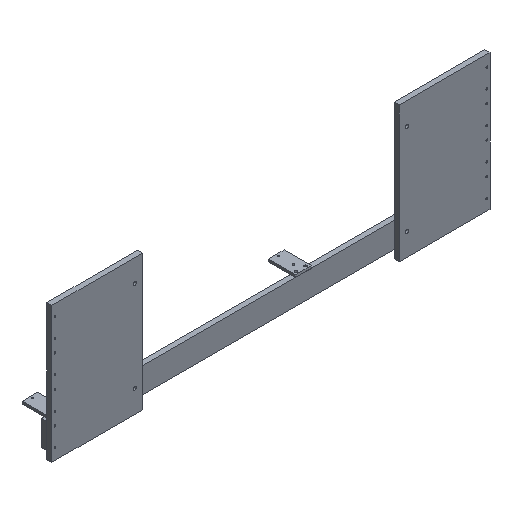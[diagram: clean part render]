
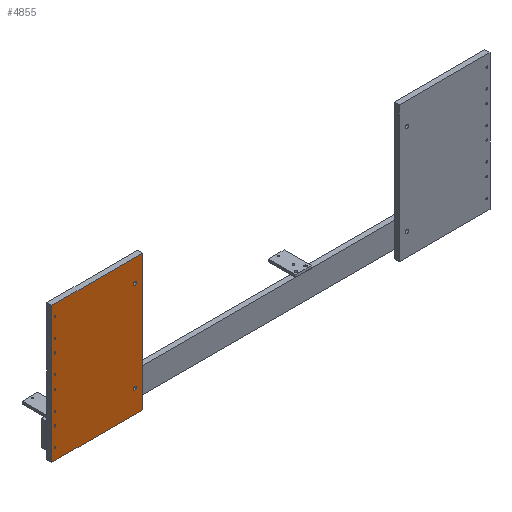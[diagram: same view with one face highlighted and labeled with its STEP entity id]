
A CAD part, isometric view. The second image highlights one B-rep face of the part: STEP entity #4855.
In plain terms, the highlighted planar face has unit normal (0, -1, 0).
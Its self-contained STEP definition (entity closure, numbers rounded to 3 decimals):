
#126=FACE_BOUND('',#859,.T.);
#127=FACE_BOUND('',#860,.T.);
#128=FACE_BOUND('',#861,.T.);
#129=FACE_BOUND('',#862,.T.);
#130=FACE_BOUND('',#863,.T.);
#131=FACE_BOUND('',#864,.T.);
#132=FACE_BOUND('',#865,.T.);
#133=FACE_BOUND('',#866,.T.);
#134=FACE_BOUND('',#867,.T.);
#135=FACE_BOUND('',#868,.T.);
#187=PLANE('',#5222);
#258=CIRCLE('',#5170,1.131);
#259=CIRCLE('',#5171,1.131);
#262=CIRCLE('',#5175,1.131);
#263=CIRCLE('',#5176,1.131);
#266=CIRCLE('',#5180,1.131);
#267=CIRCLE('',#5181,1.131);
#270=CIRCLE('',#5185,1.131);
#271=CIRCLE('',#5186,1.131);
#274=CIRCLE('',#5190,1.131);
#275=CIRCLE('',#5191,1.131);
#278=CIRCLE('',#5195,1.131);
#279=CIRCLE('',#5196,1.131);
#282=CIRCLE('',#5200,1.131);
#283=CIRCLE('',#5201,1.131);
#286=CIRCLE('',#5205,1.131);
#287=CIRCLE('',#5206,1.131);
#290=CIRCLE('',#5210,2.019);
#291=CIRCLE('',#5211,2.019);
#294=CIRCLE('',#5215,2.019);
#295=CIRCLE('',#5216,2.019);
#556=FACE_OUTER_BOUND('',#858,.T.);
#858=EDGE_LOOP('',(#4362,#4363,#4364,#4365));
#859=EDGE_LOOP('',(#4366,#4367));
#860=EDGE_LOOP('',(#4368,#4369));
#861=EDGE_LOOP('',(#4370,#4371));
#862=EDGE_LOOP('',(#4372,#4373));
#863=EDGE_LOOP('',(#4374,#4375));
#864=EDGE_LOOP('',(#4376,#4377));
#865=EDGE_LOOP('',(#4378,#4379));
#866=EDGE_LOOP('',(#4380,#4381));
#867=EDGE_LOOP('',(#4382,#4383));
#868=EDGE_LOOP('',(#4384,#4385));
#1473=LINE('',#18388,#1736);
#1476=LINE('',#18394,#1739);
#1479=LINE('',#18400,#1742);
#1482=LINE('',#18404,#1745);
#1736=VECTOR('',#6197,10.);
#1739=VECTOR('',#6202,10.);
#1742=VECTOR('',#6207,10.);
#1745=VECTOR('',#6212,10.);
#2174=VERTEX_POINT('',#18286);
#2175=VERTEX_POINT('',#18288);
#2178=VERTEX_POINT('',#18296);
#2179=VERTEX_POINT('',#18298);
#2182=VERTEX_POINT('',#18306);
#2183=VERTEX_POINT('',#18308);
#2186=VERTEX_POINT('',#18316);
#2187=VERTEX_POINT('',#18318);
#2190=VERTEX_POINT('',#18326);
#2191=VERTEX_POINT('',#18328);
#2194=VERTEX_POINT('',#18336);
#2195=VERTEX_POINT('',#18338);
#2198=VERTEX_POINT('',#18346);
#2199=VERTEX_POINT('',#18348);
#2202=VERTEX_POINT('',#18356);
#2203=VERTEX_POINT('',#18358);
#2206=VERTEX_POINT('',#18366);
#2207=VERTEX_POINT('',#18368);
#2210=VERTEX_POINT('',#18376);
#2211=VERTEX_POINT('',#18378);
#2214=VERTEX_POINT('',#18385);
#2215=VERTEX_POINT('',#18387);
#2217=VERTEX_POINT('',#18393);
#2219=VERTEX_POINT('',#18399);
#2883=EDGE_CURVE('',#2175,#2174,#258,.T.);
#2884=EDGE_CURVE('',#2174,#2175,#259,.T.);
#2888=EDGE_CURVE('',#2179,#2178,#262,.T.);
#2889=EDGE_CURVE('',#2178,#2179,#263,.T.);
#2893=EDGE_CURVE('',#2183,#2182,#266,.T.);
#2894=EDGE_CURVE('',#2182,#2183,#267,.T.);
#2898=EDGE_CURVE('',#2187,#2186,#270,.T.);
#2899=EDGE_CURVE('',#2186,#2187,#271,.T.);
#2903=EDGE_CURVE('',#2191,#2190,#274,.T.);
#2904=EDGE_CURVE('',#2190,#2191,#275,.T.);
#2908=EDGE_CURVE('',#2195,#2194,#278,.T.);
#2909=EDGE_CURVE('',#2194,#2195,#279,.T.);
#2913=EDGE_CURVE('',#2199,#2198,#282,.T.);
#2914=EDGE_CURVE('',#2198,#2199,#283,.T.);
#2918=EDGE_CURVE('',#2203,#2202,#286,.T.);
#2919=EDGE_CURVE('',#2202,#2203,#287,.T.);
#2923=EDGE_CURVE('',#2207,#2206,#290,.T.);
#2924=EDGE_CURVE('',#2206,#2207,#291,.T.);
#2928=EDGE_CURVE('',#2211,#2210,#294,.T.);
#2929=EDGE_CURVE('',#2210,#2211,#295,.T.);
#2932=EDGE_CURVE('',#2215,#2214,#1473,.T.);
#2935=EDGE_CURVE('',#2217,#2215,#1476,.T.);
#2938=EDGE_CURVE('',#2219,#2217,#1479,.T.);
#2941=EDGE_CURVE('',#2214,#2219,#1482,.T.);
#4362=ORIENTED_EDGE('',*,*,#2941,.T.);
#4363=ORIENTED_EDGE('',*,*,#2938,.T.);
#4364=ORIENTED_EDGE('',*,*,#2935,.T.);
#4365=ORIENTED_EDGE('',*,*,#2932,.T.);
#4366=ORIENTED_EDGE('',*,*,#2883,.T.);
#4367=ORIENTED_EDGE('',*,*,#2884,.T.);
#4368=ORIENTED_EDGE('',*,*,#2888,.T.);
#4369=ORIENTED_EDGE('',*,*,#2889,.T.);
#4370=ORIENTED_EDGE('',*,*,#2893,.T.);
#4371=ORIENTED_EDGE('',*,*,#2894,.T.);
#4372=ORIENTED_EDGE('',*,*,#2898,.T.);
#4373=ORIENTED_EDGE('',*,*,#2899,.T.);
#4374=ORIENTED_EDGE('',*,*,#2903,.T.);
#4375=ORIENTED_EDGE('',*,*,#2904,.T.);
#4376=ORIENTED_EDGE('',*,*,#2908,.T.);
#4377=ORIENTED_EDGE('',*,*,#2909,.T.);
#4378=ORIENTED_EDGE('',*,*,#2913,.T.);
#4379=ORIENTED_EDGE('',*,*,#2914,.T.);
#4380=ORIENTED_EDGE('',*,*,#2918,.T.);
#4381=ORIENTED_EDGE('',*,*,#2919,.T.);
#4382=ORIENTED_EDGE('',*,*,#2923,.T.);
#4383=ORIENTED_EDGE('',*,*,#2924,.T.);
#4384=ORIENTED_EDGE('',*,*,#2928,.T.);
#4385=ORIENTED_EDGE('',*,*,#2929,.T.);
#4855=ADVANCED_FACE('',(#556,#126,#127,#128,#129,#130,#131,#132,#133,#134,
#135),#187,.T.);
#5170=AXIS2_PLACEMENT_3D('',#18289,#6090,#6091);
#5171=AXIS2_PLACEMENT_3D('',#18290,#6092,#6093);
#5175=AXIS2_PLACEMENT_3D('',#18299,#6101,#6102);
#5176=AXIS2_PLACEMENT_3D('',#18300,#6103,#6104);
#5180=AXIS2_PLACEMENT_3D('',#18309,#6112,#6113);
#5181=AXIS2_PLACEMENT_3D('',#18310,#6114,#6115);
#5185=AXIS2_PLACEMENT_3D('',#18319,#6123,#6124);
#5186=AXIS2_PLACEMENT_3D('',#18320,#6125,#6126);
#5190=AXIS2_PLACEMENT_3D('',#18329,#6134,#6135);
#5191=AXIS2_PLACEMENT_3D('',#18330,#6136,#6137);
#5195=AXIS2_PLACEMENT_3D('',#18339,#6145,#6146);
#5196=AXIS2_PLACEMENT_3D('',#18340,#6147,#6148);
#5200=AXIS2_PLACEMENT_3D('',#18349,#6156,#6157);
#5201=AXIS2_PLACEMENT_3D('',#18350,#6158,#6159);
#5205=AXIS2_PLACEMENT_3D('',#18359,#6167,#6168);
#5206=AXIS2_PLACEMENT_3D('',#18360,#6169,#6170);
#5210=AXIS2_PLACEMENT_3D('',#18369,#6178,#6179);
#5211=AXIS2_PLACEMENT_3D('',#18370,#6180,#6181);
#5215=AXIS2_PLACEMENT_3D('',#18379,#6189,#6190);
#5216=AXIS2_PLACEMENT_3D('',#18380,#6191,#6192);
#5222=AXIS2_PLACEMENT_3D('',#18406,#6215,#6216);
#6090=DIRECTION('center_axis',(0.,1.,0.));
#6091=DIRECTION('ref_axis',(0.,0.,1.));
#6092=DIRECTION('center_axis',(0.,1.,0.));
#6093=DIRECTION('ref_axis',(0.,0.,1.));
#6101=DIRECTION('center_axis',(0.,1.,0.));
#6102=DIRECTION('ref_axis',(0.,0.,1.));
#6103=DIRECTION('center_axis',(0.,1.,0.));
#6104=DIRECTION('ref_axis',(0.,0.,1.));
#6112=DIRECTION('center_axis',(0.,1.,0.));
#6113=DIRECTION('ref_axis',(0.,0.,1.));
#6114=DIRECTION('center_axis',(0.,1.,0.));
#6115=DIRECTION('ref_axis',(0.,0.,1.));
#6123=DIRECTION('center_axis',(0.,1.,0.));
#6124=DIRECTION('ref_axis',(0.,0.,1.));
#6125=DIRECTION('center_axis',(0.,1.,0.));
#6126=DIRECTION('ref_axis',(0.,0.,1.));
#6134=DIRECTION('center_axis',(0.,1.,0.));
#6135=DIRECTION('ref_axis',(0.,0.,1.));
#6136=DIRECTION('center_axis',(0.,1.,0.));
#6137=DIRECTION('ref_axis',(0.,0.,1.));
#6145=DIRECTION('center_axis',(0.,1.,0.));
#6146=DIRECTION('ref_axis',(0.,0.,1.));
#6147=DIRECTION('center_axis',(0.,1.,0.));
#6148=DIRECTION('ref_axis',(0.,0.,1.));
#6156=DIRECTION('center_axis',(0.,1.,0.));
#6157=DIRECTION('ref_axis',(0.,0.,1.));
#6158=DIRECTION('center_axis',(0.,1.,0.));
#6159=DIRECTION('ref_axis',(0.,0.,1.));
#6167=DIRECTION('center_axis',(0.,1.,0.));
#6168=DIRECTION('ref_axis',(0.,0.,1.));
#6169=DIRECTION('center_axis',(0.,1.,0.));
#6170=DIRECTION('ref_axis',(0.,0.,1.));
#6178=DIRECTION('center_axis',(0.,1.,0.));
#6179=DIRECTION('ref_axis',(0.,0.,1.));
#6180=DIRECTION('center_axis',(0.,1.,0.));
#6181=DIRECTION('ref_axis',(0.,0.,1.));
#6189=DIRECTION('center_axis',(0.,1.,0.));
#6190=DIRECTION('ref_axis',(0.,0.,1.));
#6191=DIRECTION('center_axis',(0.,1.,0.));
#6192=DIRECTION('ref_axis',(0.,0.,1.));
#6197=DIRECTION('',(0.,0.,1.));
#6202=DIRECTION('',(1.,0.,0.));
#6207=DIRECTION('',(0.,0.,-1.));
#6212=DIRECTION('',(-1.,0.,0.));
#6215=DIRECTION('center_axis',(0.,-1.,0.));
#6216=DIRECTION('ref_axis',(0.,0.,-1.));
#18286=CARTESIAN_POINT('',(104.913,-6.35,179.822));
#18288=CARTESIAN_POINT('',(104.913,-6.35,182.083));
#18289=CARTESIAN_POINT('Origin',(104.913,-6.35,180.952));
#18290=CARTESIAN_POINT('Origin',(104.913,-6.35,180.952));
#18296=CARTESIAN_POINT('',(104.913,-6.35,139.822));
#18298=CARTESIAN_POINT('',(104.913,-6.35,142.083));
#18299=CARTESIAN_POINT('Origin',(104.913,-6.35,140.952));
#18300=CARTESIAN_POINT('Origin',(104.913,-6.35,140.952));
#18306=CARTESIAN_POINT('',(104.913,-6.35,99.822));
#18308=CARTESIAN_POINT('',(104.913,-6.35,102.083));
#18309=CARTESIAN_POINT('Origin',(104.913,-6.35,100.952));
#18310=CARTESIAN_POINT('Origin',(104.913,-6.35,100.952));
#18316=CARTESIAN_POINT('',(104.913,-6.35,59.822));
#18318=CARTESIAN_POINT('',(104.913,-6.35,62.083));
#18319=CARTESIAN_POINT('Origin',(104.913,-6.35,60.952));
#18320=CARTESIAN_POINT('Origin',(104.913,-6.35,60.952));
#18326=CARTESIAN_POINT('',(104.913,-6.35,83.822));
#18328=CARTESIAN_POINT('',(104.913,-6.35,86.083));
#18329=CARTESIAN_POINT('Origin',(104.913,-6.35,84.952));
#18330=CARTESIAN_POINT('Origin',(104.913,-6.35,84.952));
#18336=CARTESIAN_POINT('',(104.913,-6.35,123.822));
#18338=CARTESIAN_POINT('',(104.913,-6.35,126.083));
#18339=CARTESIAN_POINT('Origin',(104.913,-6.35,124.952));
#18340=CARTESIAN_POINT('Origin',(104.913,-6.35,124.952));
#18346=CARTESIAN_POINT('',(104.913,-6.35,163.822));
#18348=CARTESIAN_POINT('',(104.913,-6.35,166.083));
#18349=CARTESIAN_POINT('Origin',(104.913,-6.35,164.952));
#18350=CARTESIAN_POINT('Origin',(104.913,-6.35,164.952));
#18356=CARTESIAN_POINT('',(104.913,-6.35,203.822));
#18358=CARTESIAN_POINT('',(104.913,-6.35,206.083));
#18359=CARTESIAN_POINT('Origin',(104.913,-6.35,204.952));
#18360=CARTESIAN_POINT('Origin',(104.913,-6.35,204.952));
#18366=CARTESIAN_POINT('',(3.913,-6.35,73.433));
#18368=CARTESIAN_POINT('',(3.913,-6.35,77.471));
#18369=CARTESIAN_POINT('Origin',(3.913,-6.35,75.452));
#18370=CARTESIAN_POINT('Origin',(3.913,-6.35,75.452));
#18376=CARTESIAN_POINT('',(3.913,-6.35,188.433));
#18378=CARTESIAN_POINT('',(3.913,-6.35,192.471));
#18379=CARTESIAN_POINT('Origin',(3.913,-6.35,190.452));
#18380=CARTESIAN_POINT('Origin',(3.913,-6.35,190.452));
#18385=CARTESIAN_POINT('',(108.913,-6.35,218.952));
#18387=CARTESIAN_POINT('',(108.913,-6.35,46.952));
#18388=CARTESIAN_POINT('',(108.913,-6.35,46.952));
#18393=CARTESIAN_POINT('',(-6.087,-6.35,46.952));
#18394=CARTESIAN_POINT('',(-6.087,-6.35,46.952));
#18399=CARTESIAN_POINT('',(-6.087,-6.35,218.952));
#18400=CARTESIAN_POINT('',(-6.087,-6.35,218.952));
#18404=CARTESIAN_POINT('',(108.913,-6.35,218.952));
#18406=CARTESIAN_POINT('Origin',(51.413,-6.35,132.952));
